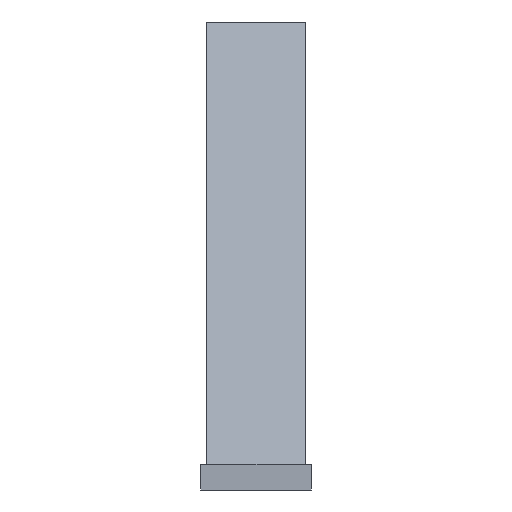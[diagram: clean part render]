
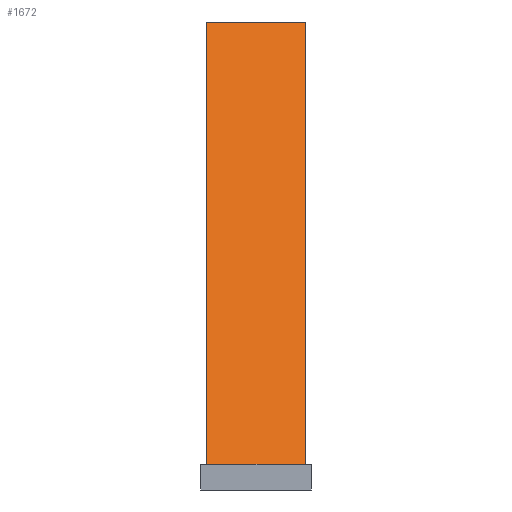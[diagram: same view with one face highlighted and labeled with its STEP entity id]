
A CAD part, left-side view. The second image highlights one B-rep face of the part: STEP entity #1672.
In plain terms, the highlighted planar face has unit normal (-0.643, 0, 0.766).
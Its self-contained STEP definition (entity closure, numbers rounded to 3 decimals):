
#73=DIRECTION('',(0.,-1.,0.));
#74=VECTOR('',#73,4.572);
#75=CARTESIAN_POINT('',(5.867,2.286,-163.906));
#76=LINE('146',#75,#74);
#233=DIRECTION('',(-0.766,0.,-0.643));
#234=VECTOR('',#233,31.624);
#235=CARTESIAN_POINT('',(30.099,-2.286,-143.586));
#236=LINE('158',#235,#234);
#373=DIRECTION('',(-0.766,0.,-0.643));
#374=VECTOR('',#373,31.624);
#375=CARTESIAN_POINT('',(30.099,2.286,-143.586));
#376=LINE('162',#375,#374);
#589=DIRECTION('',(0.,-1.,0.));
#590=VECTOR('',#589,4.572);
#591=CARTESIAN_POINT('',(30.099,2.286,-143.586));
#592=LINE('150',#591,#590);
#837=CARTESIAN_POINT('',(5.867,2.286,-163.906));
#838=CARTESIAN_POINT('',(5.867,-2.286,-163.906));
#839=VERTEX_POINT('',#837);
#840=VERTEX_POINT('',#838);
#849=CARTESIAN_POINT('',(30.099,2.286,-143.586));
#850=CARTESIAN_POINT('',(30.099,-2.286,-143.586));
#851=VERTEX_POINT('',#849);
#852=VERTEX_POINT('',#850);
#1661=CARTESIAN_POINT('',(30.099,-2.286,-143.586));
#1662=DIRECTION('',(-0.643,0.,0.766));
#1663=DIRECTION('',(-0.766,0.,-0.643));
#1664=AXIS2_PLACEMENT_3D('',#1661,#1662,#1663);
#1665=PLANE('106',#1664);
#1666=ORIENTED_EDGE('146',*,*,#1095,.F.);
#1667=ORIENTED_EDGE('162',*,*,#1380,.F.);
#1668=ORIENTED_EDGE('150',*,*,#1653,.T.);
#1669=ORIENTED_EDGE('158',*,*,#1245,.T.);
#1670=EDGE_LOOP('106',(#1666,#1667,#1668,#1669));
#1671=FACE_OUTER_BOUND('106',#1670,.F.);
#1672=ADVANCED_FACE('106',(#1671),#1665,.T.);
#1095=EDGE_CURVE('146',#839,#840,#76,.T.);
#1245=EDGE_CURVE('158',#852,#840,#236,.T.);
#1380=EDGE_CURVE('162',#851,#839,#376,.T.);
#1653=EDGE_CURVE('150',#851,#852,#592,.T.);
